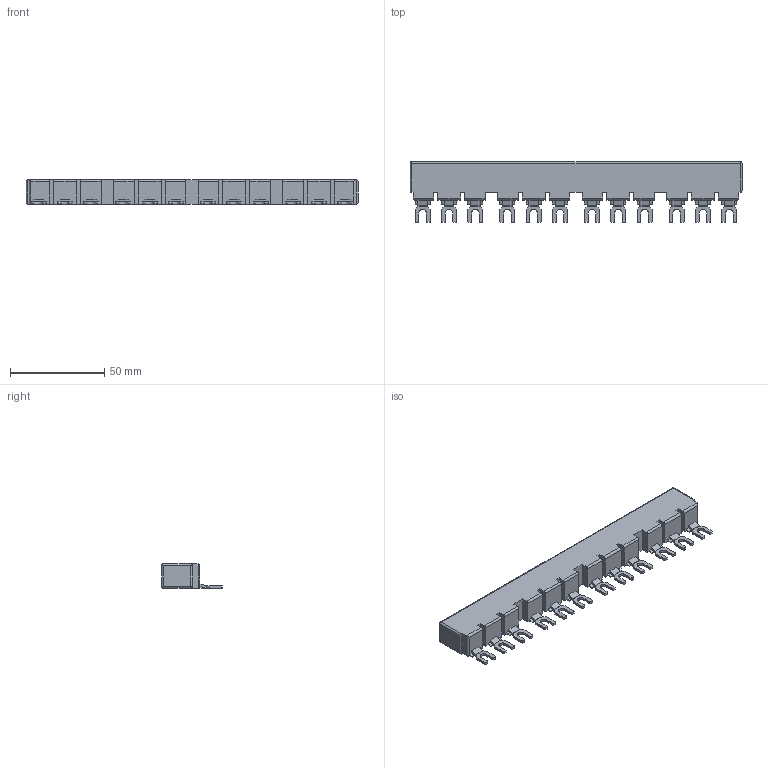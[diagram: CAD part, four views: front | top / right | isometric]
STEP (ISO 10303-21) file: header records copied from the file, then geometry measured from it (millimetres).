
FILE_DESCRIPTION(('FreeCAD Model'),'2;1');
FILE_NAME('3D-KT5-32-DB-45-4.step', '2020-05-01T14:49:11',('Author'),(''), 'Open CASCADE STEP processor 7.2','FreeCAD','Unknown');
FILE_SCHEMA(('AUTOMOTIVE_DESIGN { 1 0 10303 214 1 1 1 1 }'));
Length unit declared in the file: millimetre
Products named in the file (3): 10004811818_ASM; 10004811816; 10004811817011
Assembly tree (13 placements, depth 2):
  10004811818_ASM
    10004811816
    10004811817011  x12
Bounding box: 176.5 x 32.3 x 13 mm (x, y, z)
Volume: 45588.5 mm3; surface area: 15394.8 mm2
Topology: 13 solids, 13 shells, 390 faces, 1086 edges, 722 vertices
Faces by surface type: plane 270, cylinder 120
Entity records: 11678 total; most frequent: CARTESIAN_POINT 3066, DIRECTION 1592, LINE 1100, VECTOR 1100, ORIENTED_EDGE 852, PCURVE 852, DEFINITIONAL_REPRESENTATION 852, EDGE_CURVE 426
